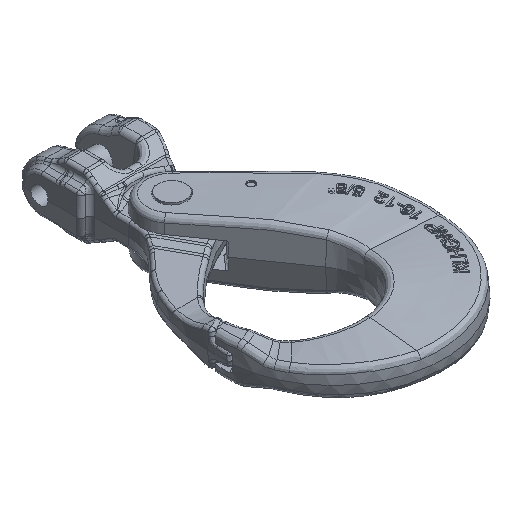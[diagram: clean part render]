
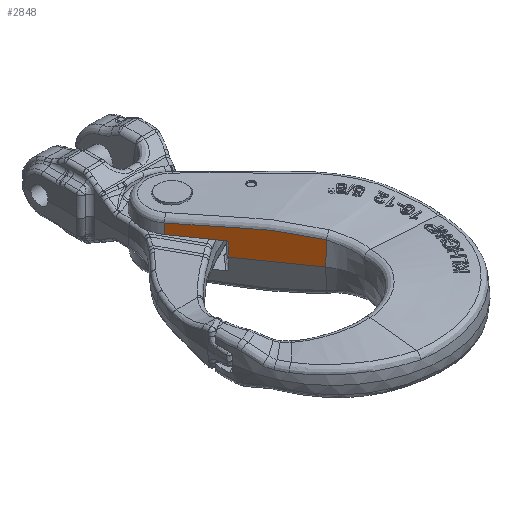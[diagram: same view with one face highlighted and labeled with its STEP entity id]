
A CAD part, isometric view. The second image highlights one B-rep face of the part: STEP entity #2848.
In plain terms, the highlighted planar face has unit normal (-0.815, -0.57, 0.104).
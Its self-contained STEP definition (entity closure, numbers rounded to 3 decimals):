
#725=ELLIPSE('',#19331,1195.847,125.);
#2848=ADVANCED_FACE('',(#4185),#3252,.T.);
#3252=PLANE('',#19332);
#4185=FACE_OUTER_BOUND('',#5339,.T.);
#5339=EDGE_LOOP('',(#11588,#11589,#11590,#11591,#11592,#11593,#11594));
#5952=LINE('',#32857,#6708);
#5959=LINE('',#34188,#6715);
#6191=LINE('',#40213,#7046);
#6192=LINE('',#40215,#7047);
#6708=VECTOR('',#22253,1.);
#6715=VECTOR('',#22276,1.);
#7046=VECTOR('',#22893,1.);
#7047=VECTOR('',#22894,1.);
#11588=ORIENTED_EDGE('',*,*,#15677,.F.);
#11589=ORIENTED_EDGE('',*,*,#16470,.T.);
#11590=ORIENTED_EDGE('',*,*,#16471,.T.);
#11591=ORIENTED_EDGE('',*,*,#16472,.T.);
#11592=ORIENTED_EDGE('',*,*,#16473,.F.);
#11593=ORIENTED_EDGE('',*,*,#16474,.T.);
#11594=ORIENTED_EDGE('',*,*,#15789,.T.);
#13386=VERTEX_POINT('',#32856);
#13387=VERTEX_POINT('',#32858);
#13497=VERTEX_POINT('',#34189);
#13940=VERTEX_POINT('',#40210);
#13941=VERTEX_POINT('',#40212);
#13942=VERTEX_POINT('',#40214);
#13943=VERTEX_POINT('',#40216);
#15677=EDGE_CURVE('',#13386,#13387,#5952,.T.);
#15789=EDGE_CURVE('',#13497,#13387,#5959,.T.);
#16470=EDGE_CURVE('',#13386,#13940,#17807,.T.);
#16471=EDGE_CURVE('',#13940,#13941,#725,.T.);
#16472=EDGE_CURVE('',#13941,#13942,#6191,.T.);
#16473=EDGE_CURVE('',#13943,#13942,#6192,.T.);
#16474=EDGE_CURVE('',#13943,#13497,#17808,.T.);
#17807=B_SPLINE_CURVE_WITH_KNOTS('',3,(#40194,#40195,#40196,#40197,#40198,
#40199,#40200,#40201,#40202,#40203,#40204,#40205,#40206,#40207,#40208,#40209),
 .UNSPECIFIED.,.F.,.F.,(4,3,3,3,3,4),(0.,0.219,0.438,
0.658,0.877,1.),.UNSPECIFIED.);
#17808=B_SPLINE_CURVE_WITH_KNOTS('',3,(#40217,#40218,#40219,#40220,#40221,
#40222,#40223,#40224,#40225,#40226,#40227,#40228,#40229,#40230,#40231,#40232,
#40233,#40234,#40235,#40236,#40237,#40238),.UNSPECIFIED.,.F.,.F.,(4,2,2,
2,2,2,2,2,2,2,4),(0.,0.063,0.125,0.25,
0.313,0.328,0.344,0.375,
0.5,0.75,1.),.UNSPECIFIED.);
#19331=AXIS2_PLACEMENT_3D('',#40211,#22891,#22892);
#19332=AXIS2_PLACEMENT_3D('',#40239,#22895,#22896);
#22253=DIRECTION('',(-0.574,0.819,0.));
#22276=DIRECTION('',(-0.086,-0.06,-0.995));
#22891=DIRECTION('',(0.815,0.57,-0.105));
#22892=DIRECTION('',(-0.086,-0.06,-0.995));
#22893=DIRECTION('',(0.574,-0.819,0.));
#22894=DIRECTION('',(-0.086,-0.06,-0.995));
#22895=DIRECTION('',(-0.815,-0.57,0.105));
#22896=DIRECTION('',(0.574,-0.819,0.));
#32856=CARTESIAN_POINT('',(-0.268,77.341,11.4));
#32857=CARTESIAN_POINT('',(28.707,35.96,11.4));
#32858=CARTESIAN_POINT('',(-22.364,108.897,11.4));
#34188=CARTESIAN_POINT('',(-23.346,108.21,0.));
#34189=CARTESIAN_POINT('',(-21.664,109.388,19.531));
#40194=CARTESIAN_POINT('',(-0.268,77.341,11.4));
#40195=CARTESIAN_POINT('',(-0.136,77.151,11.4));
#40196=CARTESIAN_POINT('',(-0.004,76.957,11.36));
#40197=CARTESIAN_POINT('',(0.114,76.773,11.283));
#40198=CARTESIAN_POINT('',(0.233,76.59,11.207));
#40199=CARTESIAN_POINT('',(0.343,76.412,11.092));
#40200=CARTESIAN_POINT('',(0.434,76.255,10.949));
#40201=CARTESIAN_POINT('',(0.526,76.097,10.804));
#40202=CARTESIAN_POINT('',(0.602,75.956,10.627));
#40203=CARTESIAN_POINT('',(0.656,75.843,10.43));
#40204=CARTESIAN_POINT('',(0.709,75.731,10.235));
#40205=CARTESIAN_POINT('',(0.742,75.644,10.015));
#40206=CARTESIAN_POINT('',(0.751,75.59,9.79));
#40207=CARTESIAN_POINT('',(0.756,75.559,9.662));
#40208=CARTESIAN_POINT('',(0.754,75.539,9.531));
#40209=CARTESIAN_POINT('',(0.744,75.529,9.4));
#40210=CARTESIAN_POINT('',(0.744,75.529,9.4));
#40211=CARTESIAN_POINT('',(-87.,164.557,-188.605));
#40212=CARTESIAN_POINT('',(0.028,74.829,0.));
#40213=CARTESIAN_POINT('',(27.726,35.273,0.));
#40214=CARTESIAN_POINT('',(35.177,24.631,0.));
#40215=CARTESIAN_POINT('',(35.177,24.631,0.));
#40216=CARTESIAN_POINT('',(36.838,25.795,19.3));
#40217=CARTESIAN_POINT('',(36.838,25.795,19.3));
#40218=CARTESIAN_POINT('',(35.666,27.538,19.68));
#40219=CARTESIAN_POINT('',(34.475,29.284,19.927));
#40220=CARTESIAN_POINT('',(32.093,32.777,20.419));
#40221=CARTESIAN_POINT('',(30.897,34.524,20.63));
#40222=CARTESIAN_POINT('',(27.294,39.768,21.167));
#40223=CARTESIAN_POINT('',(24.869,43.268,21.368));
#40224=CARTESIAN_POINT('',(21.228,48.512,21.605));
#40225=CARTESIAN_POINT('',(20.013,50.259,21.669));
#40226=CARTESIAN_POINT('',(18.501,52.447,21.831));
#40227=CARTESIAN_POINT('',(18.199,52.886,21.868));
#40228=CARTESIAN_POINT('',(17.596,53.763,21.961));
#40229=CARTESIAN_POINT('',(17.298,54.204,22.047));
#40230=CARTESIAN_POINT('',(16.384,55.512,22.062));
#40231=CARTESIAN_POINT('',(15.771,56.381,22.028));
#40232=CARTESIAN_POINT('',(12.712,60.731,21.924));
#40233=CARTESIAN_POINT('',(10.259,64.207,21.767));
#40234=CARTESIAN_POINT('',(2.89,74.626,21.196));
#40235=CARTESIAN_POINT('',(-2.032,81.564,20.699));
#40236=CARTESIAN_POINT('',(-11.859,95.461,19.953));
#40237=CARTESIAN_POINT('',(-16.766,102.418,19.669));
#40238=CARTESIAN_POINT('',(-21.664,109.388,19.531));
#40239=CARTESIAN_POINT('',(27.726,35.273,0.));
